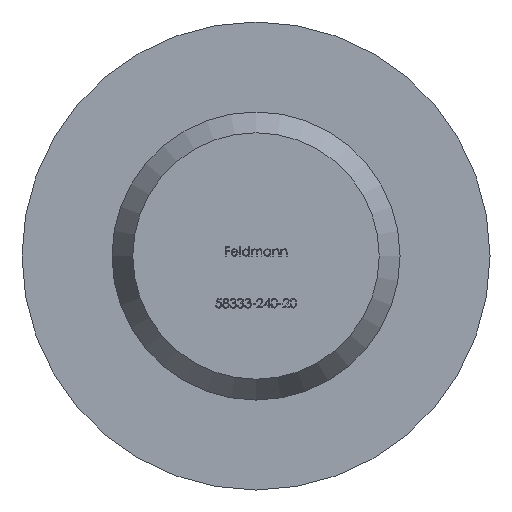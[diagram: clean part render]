
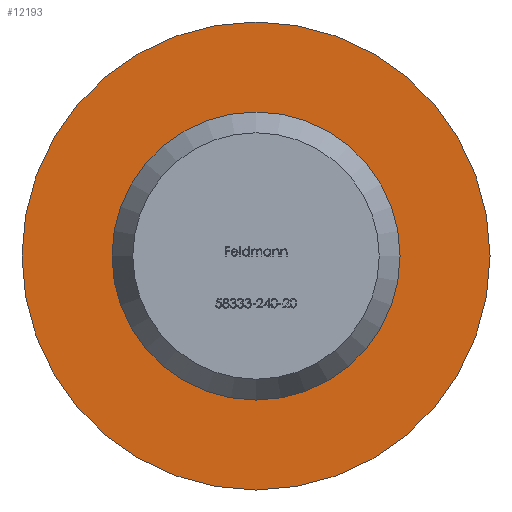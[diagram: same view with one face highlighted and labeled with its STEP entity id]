
A CAD part, front view. The second image highlights one B-rep face of the part: STEP entity #12193.
In plain terms, the highlighted planar face has unit normal (0, -1, 0).
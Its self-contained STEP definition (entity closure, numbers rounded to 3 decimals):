
#658 = DIRECTION ( 'NONE',  ( 0., 0., 1. ) ) ;
#1487 = AXIS2_PLACEMENT_3D ( 'NONE', #6269, #16950, #2237 ) ;
#1948 = CARTESIAN_POINT ( 'NONE',  ( 0., 0., 0. ) ) ;
#2237 = DIRECTION ( 'NONE',  ( 0., 0., 1. ) ) ;
#3872 = PLANE ( 'NONE',  #6898 ) ;
#4498 = VERTEX_POINT ( 'NONE', #12758 ) ;
#5185 = AXIS2_PLACEMENT_3D ( 'NONE', #1948, #11286, #658 ) ;
#5462 = ORIENTED_EDGE ( 'NONE', *, *, #6191, .F. ) ;
#5877 = FACE_BOUND ( 'NONE', #5924, .T. ) ;
#5924 = EDGE_LOOP ( 'NONE', ( #16199 ) ) ;
#6191 = EDGE_CURVE ( 'NONE', #13859, #13859, #12027, .T. ) ;
#6269 = CARTESIAN_POINT ( 'NONE',  ( 0., 0., 0. ) ) ;
#6898 = AXIS2_PLACEMENT_3D ( 'NONE', #7829, #9183, #14575 ) ;
#7348 = CIRCLE ( 'NONE', #5185, 4. ) ;
#7829 = CARTESIAN_POINT ( 'NONE',  ( 0., 0., 0. ) ) ;
#9183 = DIRECTION ( 'NONE',  ( 0., 1., 0. ) ) ;
#10521 = EDGE_LOOP ( 'NONE', ( #5462 ) ) ;
#10672 = FACE_OUTER_BOUND ( 'NONE', #10521, .T. ) ;
#11286 = DIRECTION ( 'NONE',  ( 0., -1., 0. ) ) ;
#11340 = EDGE_CURVE ( 'NONE', #4498, #4498, #7348, .T. ) ;
#11460 = CARTESIAN_POINT ( 'NONE',  ( 0., 0., 6.5 ) ) ;
#12027 = CIRCLE ( 'NONE', #1487, 6.5 ) ;
#12193 = ADVANCED_FACE ( 'NONE', ( #5877, #10672 ), #3872, .F. ) ;
#12758 = CARTESIAN_POINT ( 'NONE',  ( 0., 0., 4. ) ) ;
#13859 = VERTEX_POINT ( 'NONE', #11460 ) ;
#14575 = DIRECTION ( 'NONE',  ( 0., 0., 1. ) ) ;
#16199 = ORIENTED_EDGE ( 'NONE', *, *, #11340, .F. ) ;
#16950 = DIRECTION ( 'NONE',  ( 0., 1., 0. ) ) ;
